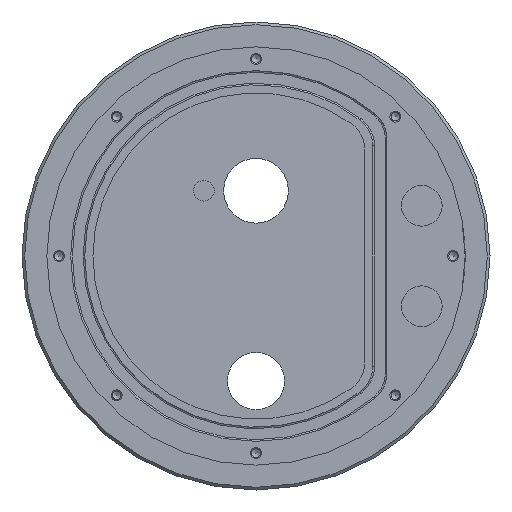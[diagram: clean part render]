
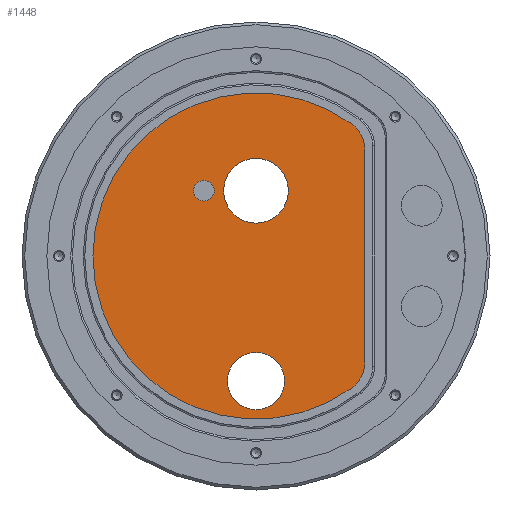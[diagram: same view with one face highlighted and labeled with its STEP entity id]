
A CAD part, front view. The second image highlights one B-rep face of the part: STEP entity #1448.
In plain terms, the highlighted planar face has unit normal (0, -1, 0).
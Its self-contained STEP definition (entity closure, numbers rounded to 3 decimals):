
#100=FACE_BOUND('',#315,.T.);
#101=FACE_BOUND('',#316,.T.);
#102=FACE_BOUND('',#317,.T.);
#123=PLANE('',#1639);
#202=FACE_OUTER_BOUND('',#314,.T.);
#314=EDGE_LOOP('',(#1221,#1222,#1223,#1224));
#315=EDGE_LOOP('',(#1225));
#316=EDGE_LOOP('',(#1226));
#317=EDGE_LOOP('',(#1227));
#405=LINE('',#2834,#475);
#475=VECTOR('',#2036,10.);
#521=CIRCLE('',#1545,1.905);
#524=CIRCLE('',#1550,5.955);
#567=CIRCLE('',#1633,6.);
#569=CIRCLE('',#1637,6.);
#571=CIRCLE('',#1640,30.);
#572=CIRCLE('',#1641,5.25);
#640=VERTEX_POINT('',#2322);
#643=VERTEX_POINT('',#2331);
#699=VERTEX_POINT('',#2824);
#700=VERTEX_POINT('',#2825);
#703=VERTEX_POINT('',#2833);
#705=VERTEX_POINT('',#2839);
#707=VERTEX_POINT('',#2846);
#785=EDGE_CURVE('',#640,#640,#521,.T.);
#790=EDGE_CURVE('',#643,#643,#524,.T.);
#881=EDGE_CURVE('',#699,#700,#567,.T.);
#885=EDGE_CURVE('',#703,#699,#405,.T.);
#888=EDGE_CURVE('',#705,#703,#569,.T.);
#891=EDGE_CURVE('',#700,#705,#571,.T.);
#892=EDGE_CURVE('',#707,#707,#572,.T.);
#1221=ORIENTED_EDGE('',*,*,#881,.T.);
#1222=ORIENTED_EDGE('',*,*,#891,.T.);
#1223=ORIENTED_EDGE('',*,*,#888,.T.);
#1224=ORIENTED_EDGE('',*,*,#885,.T.);
#1225=ORIENTED_EDGE('',*,*,#785,.T.);
#1226=ORIENTED_EDGE('',*,*,#790,.T.);
#1227=ORIENTED_EDGE('',*,*,#892,.T.);
#1448=ADVANCED_FACE('',(#202,#100,#101,#102),#123,.T.);
#1545=AXIS2_PLACEMENT_3D('',#2323,#1815,#1816);
#1550=AXIS2_PLACEMENT_3D('',#2333,#1827,#1828);
#1633=AXIS2_PLACEMENT_3D('',#2826,#2028,#2029);
#1637=AXIS2_PLACEMENT_3D('',#2840,#2041,#2042);
#1639=AXIS2_PLACEMENT_3D('',#2844,#2046,#2047);
#1640=AXIS2_PLACEMENT_3D('',#2845,#2048,#2049);
#1641=AXIS2_PLACEMENT_3D('',#2847,#2050,#2051);
#1815=DIRECTION('center_axis',(0.,1.,0.));
#1816=DIRECTION('ref_axis',(1.,0.,0.));
#1827=DIRECTION('center_axis',(0.,1.,0.));
#1828=DIRECTION('ref_axis',(1.,0.,0.));
#2028=DIRECTION('center_axis',(0.,-1.,0.));
#2029=DIRECTION('ref_axis',(0.89,0.,0.456));
#2036=DIRECTION('',(0.,0.,1.));
#2041=DIRECTION('center_axis',(0.,-1.,0.));
#2042=DIRECTION('ref_axis',(0.89,0.,-0.456));
#2046=DIRECTION('center_axis',(0.,-1.,0.));
#2047=DIRECTION('ref_axis',(0.,0.,-1.));
#2048=DIRECTION('center_axis',(0.,-1.,0.));
#2049=DIRECTION('ref_axis',(1.,0.,0.));
#2050=DIRECTION('center_axis',(0.,1.,0.));
#2051=DIRECTION('ref_axis',(1.,0.,0.));
#2322=CARTESIAN_POINT('',(-11.505,32.,12.));
#2323=CARTESIAN_POINT('Origin',(-9.6,32.,12.));
#2331=CARTESIAN_POINT('',(-5.955,32.,12.));
#2333=CARTESIAN_POINT('Origin',(0.,32.,12.));
#2824=CARTESIAN_POINT('',(20.,32.,19.494));
#2825=CARTESIAN_POINT('',(17.5,32.,24.367));
#2826=CARTESIAN_POINT('Origin',(14.,32.,19.494));
#2833=CARTESIAN_POINT('',(20.,32.,-19.494));
#2834=CARTESIAN_POINT('',(20.,32.,-11.18));
#2839=CARTESIAN_POINT('',(17.5,32.,-24.367));
#2840=CARTESIAN_POINT('Origin',(14.,32.,-19.494));
#2844=CARTESIAN_POINT('Origin',(0.,32.,0.));
#2845=CARTESIAN_POINT('Origin',(0.,32.,0.));
#2846=CARTESIAN_POINT('',(-5.25,32.,-23.));
#2847=CARTESIAN_POINT('Origin',(0.,32.,-23.));
